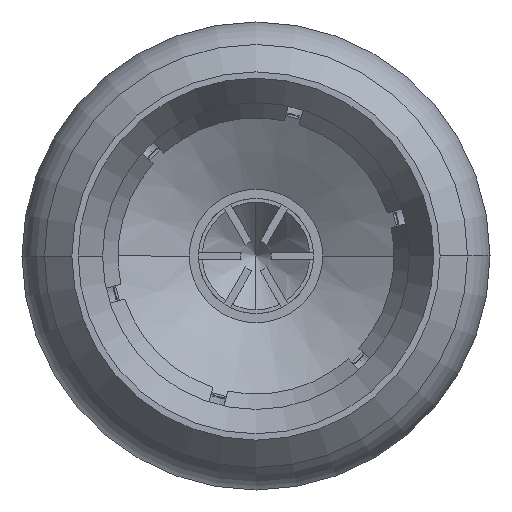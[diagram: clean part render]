
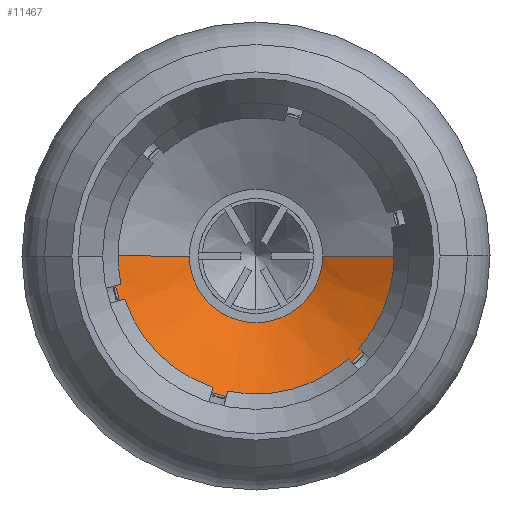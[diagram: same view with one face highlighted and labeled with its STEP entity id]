
A CAD part, left-side view. The second image highlights one B-rep face of the part: STEP entity #11467.
In plain terms, the highlighted conical face has half-angle 60 degrees and reference radius 1.875 mm.
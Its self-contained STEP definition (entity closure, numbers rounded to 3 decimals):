
#428 = DIRECTION ( 'NONE',  ( 0., -1., 0. ) ) ;
#662 = VECTOR ( 'NONE', #18216, 1000. ) ;
#1830 = VERTEX_POINT ( 'NONE', #16686 ) ;
#1926 = VERTEX_POINT ( 'NONE', #5092 ) ;
#2211 = ORIENTED_EDGE ( 'NONE', *, *, #9072, .F. ) ;
#4581 = CARTESIAN_POINT ( 'NONE',  ( -6.4, 0., 0. ) ) ;
#4604 = DIRECTION ( 'NONE',  ( 0., -1., 0. ) ) ;
#4670 = DIRECTION ( 'NONE',  ( 0., -1., 0. ) ) ;
#4711 = CONICAL_SURFACE ( 'NONE', #11087, 1.875, 1.047 ) ;
#5092 = CARTESIAN_POINT ( 'NONE',  ( -5.82, 0.87, 0. ) ) ;
#5363 = ORIENTED_EDGE ( 'NONE', *, *, #17224, .F. ) ;
#7083 = VERTEX_POINT ( 'NONE', #18046 ) ;
#9072 = EDGE_CURVE ( 'NONE', #1926, #1830, #10505, .T. ) ;
#9253 = DIRECTION ( 'NONE',  ( -1., 0., 0. ) ) ;
#9448 = FACE_OUTER_BOUND ( 'NONE', #9949, .T. ) ;
#9949 = EDGE_LOOP ( 'NONE', ( #2211, #15376, #11028, #5363 ) ) ;
#10505 = CIRCLE ( 'NONE', #11418, 0.87 ) ;
#11028 = ORIENTED_EDGE ( 'NONE', *, *, #16911, .T. ) ;
#11087 = AXIS2_PLACEMENT_3D ( 'NONE', #16381, #9253, #428 ) ;
#11136 = VECTOR ( 'NONE', #11704, 1000. ) ;
#11418 = AXIS2_PLACEMENT_3D ( 'NONE', #13635, #14957, #4604 ) ;
#11467 = ADVANCED_FACE ( 'NONE', ( #9448 ), #4711, .F. ) ;
#11704 = DIRECTION ( 'NONE',  ( -0.5, 0.866, 0. ) ) ;
#11795 = LINE ( 'NONE', #14354, #11136 ) ;
#12569 = EDGE_CURVE ( 'NONE', #1926, #7083, #11795, .T. ) ;
#12610 = AXIS2_PLACEMENT_3D ( 'NONE', #4581, #16189, #4670 ) ;
#12815 = VERTEX_POINT ( 'NONE', #16319 ) ;
#13635 = CARTESIAN_POINT ( 'NONE',  ( -5.82, 0., 0. ) ) ;
#14059 = CIRCLE ( 'NONE', #12610, 1.875 ) ;
#14210 = CARTESIAN_POINT ( 'NONE',  ( -6.4, -1.875, 0. ) ) ;
#14354 = CARTESIAN_POINT ( 'NONE',  ( -6.4, 1.875, 0. ) ) ;
#14957 = DIRECTION ( 'NONE',  ( -1., 0., 0. ) ) ;
#15376 = ORIENTED_EDGE ( 'NONE', *, *, #12569, .T. ) ;
#16189 = DIRECTION ( 'NONE',  ( -1., 0., 0. ) ) ;
#16319 = CARTESIAN_POINT ( 'NONE',  ( -6.4, -1.875, 0. ) ) ;
#16381 = CARTESIAN_POINT ( 'NONE',  ( -6.4, 0., 0. ) ) ;
#16686 = CARTESIAN_POINT ( 'NONE',  ( -5.82, -0.87, 0. ) ) ;
#16911 = EDGE_CURVE ( 'NONE', #7083, #12815, #14059, .T. ) ;
#17224 = EDGE_CURVE ( 'NONE', #1830, #12815, #18397, .T. ) ;
#18046 = CARTESIAN_POINT ( 'NONE',  ( -6.4, 1.875, 0. ) ) ;
#18216 = DIRECTION ( 'NONE',  ( -0.5, -0.866, 0. ) ) ;
#18397 = LINE ( 'NONE', #14210, #662 ) ;
